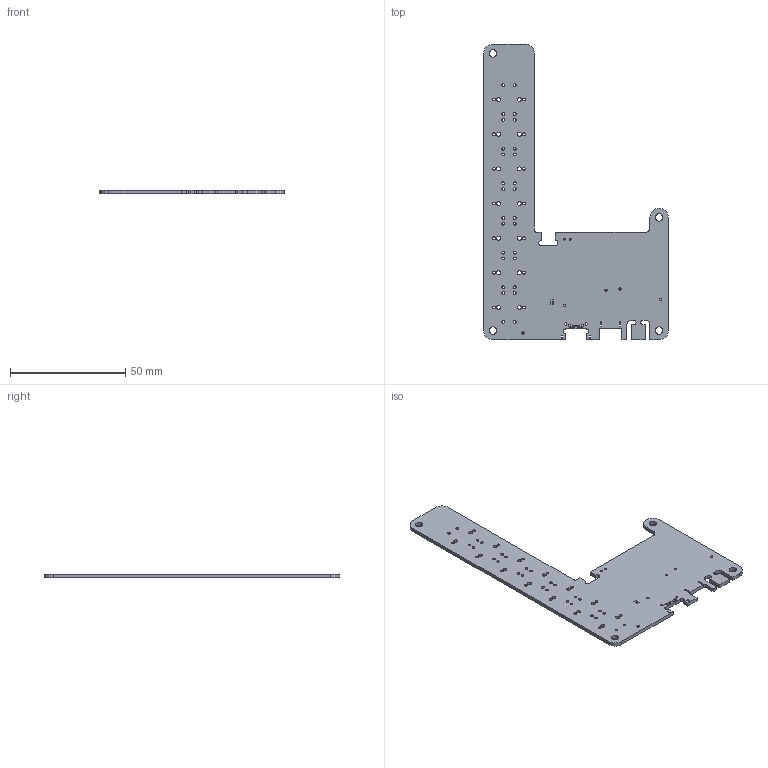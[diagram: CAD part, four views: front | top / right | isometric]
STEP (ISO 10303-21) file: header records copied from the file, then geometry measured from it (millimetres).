
FILE_DESCRIPTION(('KiCad electronic assembly'),'2;1');
FILE_NAME('foodSampler_v21.step','2021-05-21T16:13:13',('An Author'),( 'A Company'),'Open CASCADE STEP processor 7.5', 'KiCad to STEP converter','Unknown');
FILE_SCHEMA(('AUTOMOTIVE_DESIGN { 1 0 10303 214 1 1 1 1 }'));
Length unit declared in the file: millimetre
Products named in the file (2): Open CASCADE STEP translator 7.5 1; COMPOUND
Assembly tree (1 placements, depth 2):
  Open CASCADE STEP translator 7.5 1
    COMPOUND
Bounding box: 80 x 128 x 1.6 mm (x, y, z)
Volume: 8447.9 mm3; surface area: 11905.2 mm2
Topology: 1 solids, 1 shells, 165 faces, 489 edges, 326 vertices
Faces by surface type: cylinder 117, plane 48
Full cylindrical faces by diameter (mm): 0.3 x6, 0.4 x10, 0.7 x2, 1 x5, 1.2 x42, 1.7 x14, 3.2 x4
Entity records: 12405 total; most frequent: DIRECTION 2035, CARTESIAN_POINT 1960, LINE 999, VECTOR 999, ORIENTED_EDGE 978, PCURVE 978, DEFINITIONAL_REPRESENTATION 978, EDGE_CURVE 489
